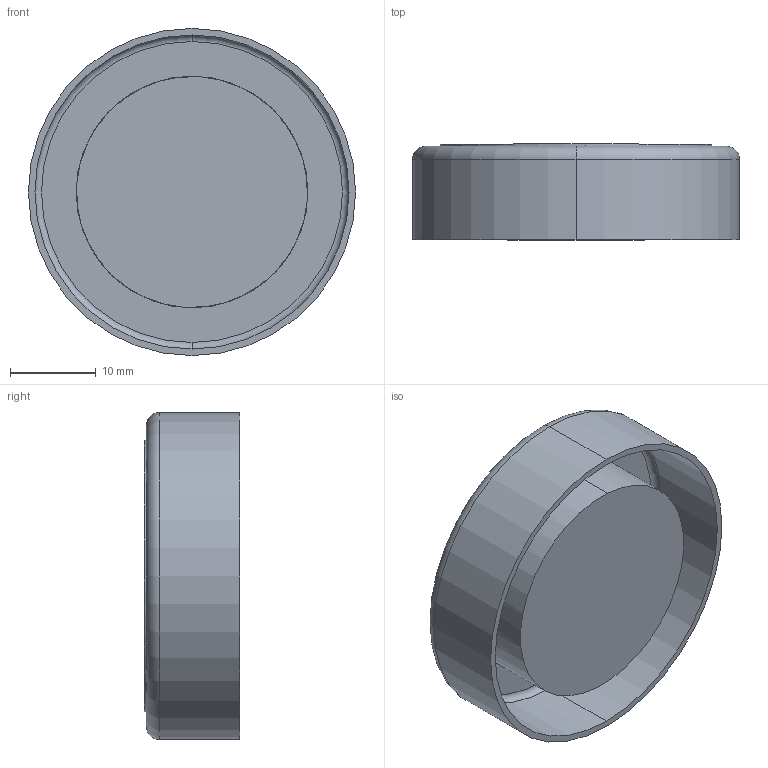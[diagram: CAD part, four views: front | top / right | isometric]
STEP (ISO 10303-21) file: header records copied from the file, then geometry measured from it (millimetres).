
FILE_DESCRIPTION (( 'STEP AP203' ), '1' );
FILE_NAME ('A0633-2-W.STEP', '2019-10-02T14:54:21', ( '' ), ( '' ), 'SwSTEP 2.0', 'SolidWorks 2019', '' );
FILE_SCHEMA (( 'CONFIG_CONTROL_DESIGN' ));
Length unit declared in the file: inch
Products named in the file (1): A0633-2-W
Bounding box: 38.1 x 11.13 x 38.1 mm (x, y, z)
Volume: 3024.6 mm3; surface area: 6139.2 mm2
Topology: 1 solids, 1 shells, 25 faces, 48 edges, 30 vertices
Faces by surface type: cylinder 12, plane 7, torus 6
Entity records: 729 total; most frequent: DIRECTION 136, CARTESIAN_POINT 104, ORIENTED_EDGE 96, AXIS2_PLACEMENT_3D 62, EDGE_CURVE 48, CIRCLE 36, EDGE_LOOP 30, VERTEX_POINT 30
